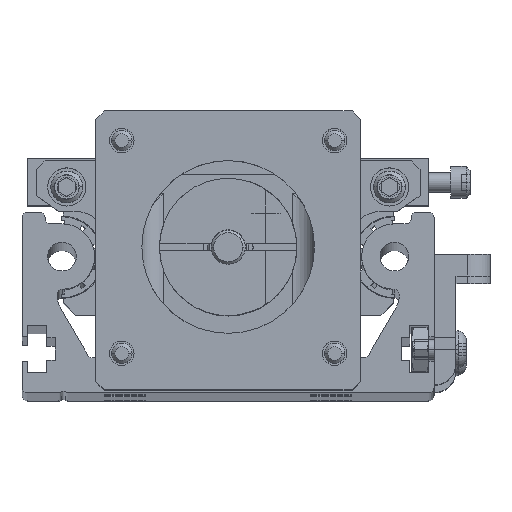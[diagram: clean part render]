
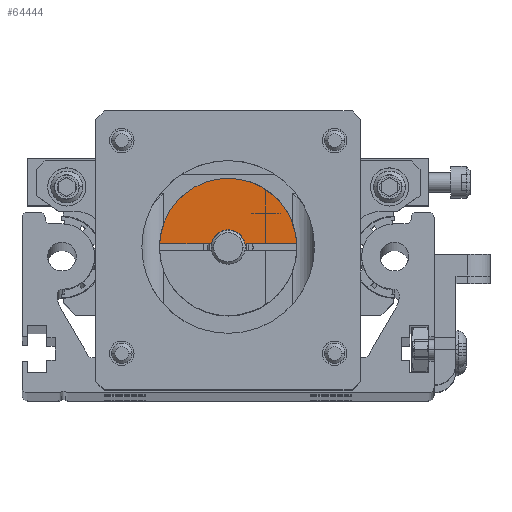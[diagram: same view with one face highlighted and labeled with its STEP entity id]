
A CAD part, top view. The second image highlights one B-rep face of the part: STEP entity #64444.
In plain terms, the highlighted planar face has unit normal (0, 0, 1).
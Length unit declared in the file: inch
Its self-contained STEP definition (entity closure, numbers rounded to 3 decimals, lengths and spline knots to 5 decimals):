
#4334 = CARTESIAN_POINT ( 'NONE',  ( 0., 0.832, 15.36736 ) ) ;
#6042 = ORIENTED_EDGE ( 'NONE', *, *, #24177, .T. ) ;
#6061 = VERTEX_POINT ( 'NONE', #14994 ) ;
#6355 = VERTEX_POINT ( 'NONE', #17899 ) ;
#7508 = PLANE ( 'NONE',  #34161 ) ;
#9604 = DIRECTION ( 'NONE',  ( 1., 0., 0. ) ) ;
#12760 = EDGE_LOOP ( 'NONE', ( #58378, #23379, #46061, #6042 ) ) ;
#12822 = LINE ( 'NONE', #29880, #56236 ) ;
#14994 = CARTESIAN_POINT ( 'NONE',  ( -0.39319, 0.852, 15.36736 ) ) ;
#15915 = EDGE_CURVE ( 'NONE', #6061, #16791, #51731, .T. ) ;
#16791 = VERTEX_POINT ( 'NONE', #42133 ) ;
#17899 = CARTESIAN_POINT ( 'NONE',  ( 0.09637, 0.852, 15.36736 ) ) ;
#17998 = DIRECTION ( 'NONE',  ( 1., 0., 0. ) ) ;
#20495 = DIRECTION ( 'NONE',  ( 0., 0., -1. ) ) ;
#22544 = EDGE_CURVE ( 'NONE', #16791, #6355, #22669, .T. ) ;
#22669 = CIRCLE ( 'NONE', #54644, 0.09843 ) ;
#23379 = ORIENTED_EDGE ( 'NONE', *, *, #15915, .T. ) ;
#24177 = EDGE_CURVE ( 'NONE', #6355, #39369, #12822, .T. ) ;
#25524 = VECTOR ( 'NONE', #28075, 39.37008 ) ;
#27142 = AXIS2_PLACEMENT_3D ( 'NONE', #51891, #20495, #57175 ) ;
#28075 = DIRECTION ( 'NONE',  ( 1., 0., 0. ) ) ;
#28204 = CARTESIAN_POINT ( 'NONE',  ( 0.39319, 0.852, 15.36736 ) ) ;
#28460 = FACE_OUTER_BOUND ( 'NONE', #12760, .T. ) ;
#29880 = CARTESIAN_POINT ( 'NONE',  ( 0., 0.852, 15.36736 ) ) ;
#34161 = AXIS2_PLACEMENT_3D ( 'NONE', #44127, #49376, #17998 ) ;
#39369 = VERTEX_POINT ( 'NONE', #28204 ) ;
#40913 = DIRECTION ( 'NONE',  ( 0., 0., -1. ) ) ;
#41010 = CIRCLE ( 'NONE', #27142, 0.3937 ) ;
#42133 = CARTESIAN_POINT ( 'NONE',  ( -0.09637, 0.852, 15.36736 ) ) ;
#44127 = CARTESIAN_POINT ( 'NONE',  ( 0., 0.832, 15.36736 ) ) ;
#46061 = ORIENTED_EDGE ( 'NONE', *, *, #22544, .T. ) ;
#49376 = DIRECTION ( 'NONE',  ( 0., 0., 1. ) ) ;
#49689 = EDGE_CURVE ( 'NONE', #6061, #39369, #41010, .T. ) ;
#50712 = DIRECTION ( 'NONE',  ( 1., 0., 0. ) ) ;
#51731 = LINE ( 'NONE', #59440, #25524 ) ;
#51891 = CARTESIAN_POINT ( 'NONE',  ( 0., 0.832, 15.36736 ) ) ;
#54644 = AXIS2_PLACEMENT_3D ( 'NONE', #4334, #40913, #9604 ) ;
#56236 = VECTOR ( 'NONE', #50712, 39.37008 ) ;
#57175 = DIRECTION ( 'NONE',  ( 1., 0., 0. ) ) ;
#58378 = ORIENTED_EDGE ( 'NONE', *, *, #49689, .F. ) ;
#59440 = CARTESIAN_POINT ( 'NONE',  ( 0., 0.852, 15.36736 ) ) ;
#64444 = ADVANCED_FACE ( 'NONE', ( #28460 ), #7508, .T. ) ;
